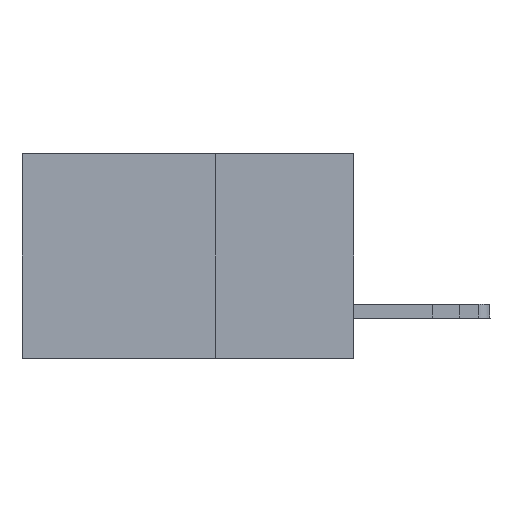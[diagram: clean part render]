
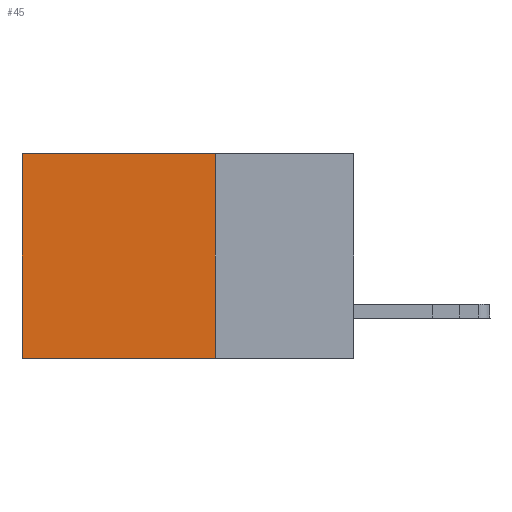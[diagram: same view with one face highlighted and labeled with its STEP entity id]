
A CAD part, left-side view. The second image highlights one B-rep face of the part: STEP entity #45.
In plain terms, the highlighted planar face has unit normal (-1, 0, 0).
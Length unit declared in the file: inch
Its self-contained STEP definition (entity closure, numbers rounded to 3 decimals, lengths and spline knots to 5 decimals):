
#45 = ADVANCED_FACE ( 'NONE', ( #4197 ), #10855, .F. ) ;
#459 = VERTEX_POINT ( 'NONE', #25720 ) ;
#1252 = VERTEX_POINT ( 'NONE', #3940 ) ;
#3018 = CARTESIAN_POINT ( 'NONE',  ( 0.2875, 0.25, 0. ) ) ;
#3388 = VECTOR ( 'NONE', #4411, 39.37008 ) ;
#3940 = CARTESIAN_POINT ( 'NONE',  ( 0.2875, 0.25, -0.37 ) ) ;
#4197 = FACE_OUTER_BOUND ( 'NONE', #6272, .T. ) ;
#4411 = DIRECTION ( 'NONE',  ( 0., 1., 0. ) ) ;
#5013 = DIRECTION ( 'NONE',  ( 0., 1., 0. ) ) ;
#5087 = ORIENTED_EDGE ( 'NONE', *, *, #25525, .T. ) ;
#5667 = CARTESIAN_POINT ( 'NONE',  ( 0.2875, 0.6, 0. ) ) ;
#6272 = EDGE_LOOP ( 'NONE', ( #16887, #16295, #25283, #5087 ) ) ;
#6783 = VERTEX_POINT ( 'NONE', #23583 ) ;
#7652 = LINE ( 'NONE', #5667, #21165 ) ;
#9397 = VECTOR ( 'NONE', #14023, 39.37008 ) ;
#10344 = EDGE_CURVE ( 'NONE', #459, #6783, #7652, .T. ) ;
#10855 = PLANE ( 'NONE',  #17623 ) ;
#11019 = EDGE_CURVE ( 'NONE', #1252, #6783, #11499, .T. ) ;
#11499 = LINE ( 'NONE', #17733, #12304 ) ;
#12304 = VECTOR ( 'NONE', #5013, 39.37008 ) ;
#12809 = DIRECTION ( 'NONE',  ( 1., 0., 0. ) ) ;
#13561 = VERTEX_POINT ( 'NONE', #22321 ) ;
#14023 = DIRECTION ( 'NONE',  ( 0., 0., -1. ) ) ;
#15235 = DIRECTION ( 'NONE',  ( 0., 0., -1. ) ) ;
#16295 = ORIENTED_EDGE ( 'NONE', *, *, #11019, .F. ) ;
#16887 = ORIENTED_EDGE ( 'NONE', *, *, #10344, .T. ) ;
#17342 = CARTESIAN_POINT ( 'NONE',  ( 0.2875, 0.25, 0. ) ) ;
#17391 = EDGE_CURVE ( 'NONE', #13561, #1252, #18006, .T. ) ;
#17573 = CARTESIAN_POINT ( 'NONE',  ( 0.2875, 0.25, 0. ) ) ;
#17623 = AXIS2_PLACEMENT_3D ( 'NONE', #17342, #12809, #15235 ) ;
#17733 = CARTESIAN_POINT ( 'NONE',  ( 0.2875, 0.25, -0.37 ) ) ;
#18006 = LINE ( 'NONE', #3018, #9397 ) ;
#21165 = VECTOR ( 'NONE', #27068, 39.37008 ) ;
#22321 = CARTESIAN_POINT ( 'NONE',  ( 0.2875, 0.25, 0. ) ) ;
#23583 = CARTESIAN_POINT ( 'NONE',  ( 0.2875, 0.6, -0.37 ) ) ;
#23732 = LINE ( 'NONE', #17573, #3388 ) ;
#25283 = ORIENTED_EDGE ( 'NONE', *, *, #17391, .F. ) ;
#25525 = EDGE_CURVE ( 'NONE', #13561, #459, #23732, .T. ) ;
#25720 = CARTESIAN_POINT ( 'NONE',  ( 0.2875, 0.6, 0. ) ) ;
#27068 = DIRECTION ( 'NONE',  ( 0., 0., -1. ) ) ;
